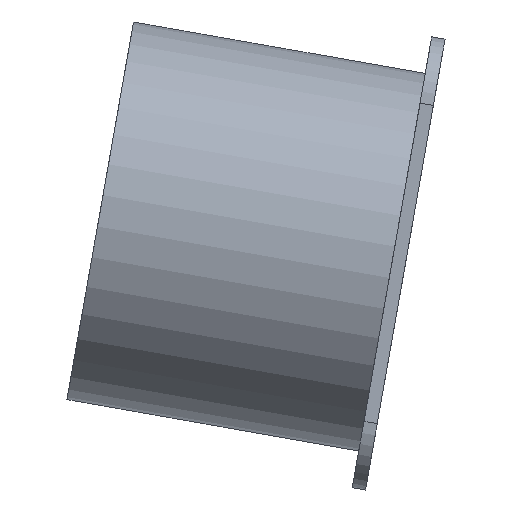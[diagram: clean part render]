
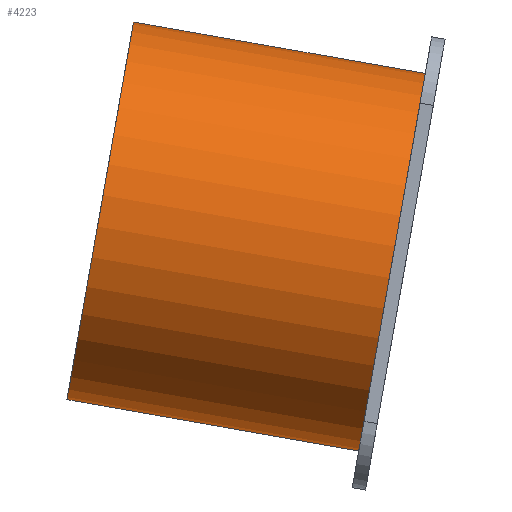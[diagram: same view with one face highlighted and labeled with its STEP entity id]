
A CAD part, left-side view. The second image highlights one B-rep face of the part: STEP entity #4223.
In plain terms, the highlighted cylindrical face has radius 14.238 mm (diameter 28.477 mm), a partial arc.
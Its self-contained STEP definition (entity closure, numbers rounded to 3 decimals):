
#32=CYLINDRICAL_SURFACE('',#4355,14.238);
#33=CIRCLE('',#4300,14.238);
#55=CIRCLE('',#4345,14.238);
#739=FACE_OUTER_BOUND('',#998,.T.);
#998=EDGE_LOOP('',(#3894,#3895,#3896,#3897));
#1313=LINE('',#8843,#1626);
#1315=LINE('',#8847,#1628);
#1626=VECTOR('',#4894,10.);
#1628=VECTOR('',#4900,10.);
#2000=VERTEX_POINT('',#8416);
#2001=VERTEX_POINT('',#8418);
#2039=VERTEX_POINT('',#8822);
#2040=VERTEX_POINT('',#8823);
#2599=EDGE_CURVE('',#2000,#2001,#33,.T.);
#2654=EDGE_CURVE('',#2039,#2040,#55,.T.);
#2665=EDGE_CURVE('',#2000,#2039,#1313,.T.);
#2667=EDGE_CURVE('',#2001,#2040,#1315,.T.);
#3894=ORIENTED_EDGE('',*,*,#2599,.F.);
#3895=ORIENTED_EDGE('',*,*,#2665,.T.);
#3896=ORIENTED_EDGE('',*,*,#2654,.T.);
#3897=ORIENTED_EDGE('',*,*,#2667,.F.);
#4223=ADVANCED_FACE('',(#739),#32,.T.);
#4300=AXIS2_PLACEMENT_3D('',#8419,#4754,#4755);
#4345=AXIS2_PLACEMENT_3D('',#8824,#4869,#4870);
#4355=AXIS2_PLACEMENT_3D('',#8848,#4901,#4902);
#4754=DIRECTION('center_axis',(0.,0.985,0.174));
#4755=DIRECTION('ref_axis',(0.006,0.174,-0.985));
#4869=DIRECTION('center_axis',(0.,0.985,0.174));
#4870=DIRECTION('ref_axis',(0.006,0.174,-0.985));
#4894=DIRECTION('',(0.,-0.985,-0.174));
#4900=DIRECTION('',(0.,-0.985,-0.174));
#4901=DIRECTION('center_axis',(0.,-0.985,-0.174));
#4902=DIRECTION('ref_axis',(-1.,0.,0.));
#8416=CARTESIAN_POINT('',(-210.915,-112.367,23.789));
#8418=CARTESIAN_POINT('',(-210.915,-117.312,51.832));
#8419=CARTESIAN_POINT('Origin',(-211.,-114.839,37.81));
#8822=CARTESIAN_POINT('',(-210.915,-134.033,19.968));
#8823=CARTESIAN_POINT('',(-210.915,-138.978,48.012));
#8824=CARTESIAN_POINT('Origin',(-211.,-136.505,33.99));
#8843=CARTESIAN_POINT('',(-210.915,-112.367,23.789));
#8847=CARTESIAN_POINT('',(-210.915,-117.312,51.832));
#8848=CARTESIAN_POINT('Origin',(-211.,-114.839,37.81));
